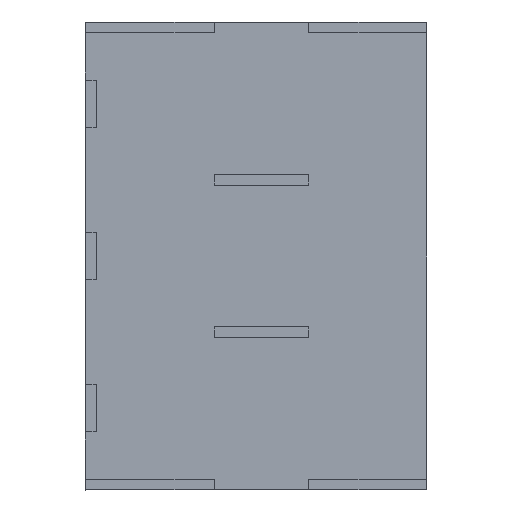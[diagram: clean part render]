
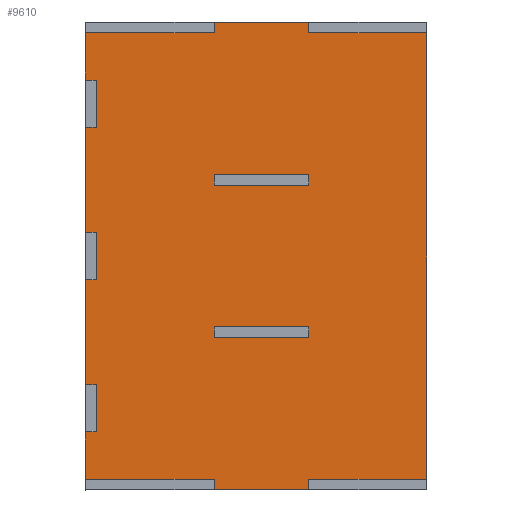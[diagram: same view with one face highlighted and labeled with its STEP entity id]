
A CAD part, left-side view. The second image highlights one B-rep face of the part: STEP entity #9610.
In plain terms, the highlighted planar face has unit normal (-1, 0, 0).
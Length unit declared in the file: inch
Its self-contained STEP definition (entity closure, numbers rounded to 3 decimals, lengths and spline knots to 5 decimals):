
#93=FACE_BOUND('',#1047,.T.);
#94=FACE_BOUND('',#1048,.T.);
#536=FACE_OUTER_BOUND('',#1046,.T.);
#1046=EDGE_LOOP('',(#8287,#8288,#8289,#8290,#8291,#8292,#8293,#8294,#8295,
#8296,#8297,#8298,#8299,#8300,#8301,#8302,#8303,#8304,#8305,#8306,#8307,
#8308,#8309,#8310));
#1047=EDGE_LOOP('',(#8311,#8312,#8313,#8314));
#1048=EDGE_LOOP('',(#8315,#8316,#8317,#8318));
#2167=LINE('',#14709,#3511);
#2171=LINE('',#14717,#3515);
#2174=LINE('',#14723,#3518);
#2177=LINE('',#14728,#3521);
#2179=LINE('',#14733,#3523);
#2183=LINE('',#14741,#3527);
#2186=LINE('',#14747,#3530);
#2189=LINE('',#14752,#3533);
#2191=LINE('',#14757,#3535);
#2195=LINE('',#14765,#3539);
#2198=LINE('',#14771,#3542);
#2201=LINE('',#14777,#3545);
#2204=LINE('',#14783,#3548);
#2207=LINE('',#14789,#3551);
#2210=LINE('',#14795,#3554);
#2213=LINE('',#14801,#3557);
#2216=LINE('',#14807,#3560);
#2219=LINE('',#14813,#3563);
#2222=LINE('',#14819,#3566);
#2225=LINE('',#14825,#3569);
#2228=LINE('',#14831,#3572);
#2231=LINE('',#14837,#3575);
#2234=LINE('',#14843,#3578);
#2237=LINE('',#14849,#3581);
#2240=LINE('',#14855,#3584);
#2243=LINE('',#14861,#3587);
#2246=LINE('',#14867,#3590);
#2249=LINE('',#14873,#3593);
#2252=LINE('',#14879,#3596);
#2255=LINE('',#14885,#3599);
#2258=LINE('',#14891,#3602);
#2261=LINE('',#14896,#3605);
#3511=VECTOR('',#12065,0.3937);
#3515=VECTOR('',#12071,0.3937);
#3518=VECTOR('',#12076,0.3937);
#3521=VECTOR('',#12081,0.3937);
#3523=VECTOR('',#12085,0.3937);
#3527=VECTOR('',#12091,0.3937);
#3530=VECTOR('',#12096,0.3937);
#3533=VECTOR('',#12101,0.3937);
#3535=VECTOR('',#12105,0.3937);
#3539=VECTOR('',#12111,0.3937);
#3542=VECTOR('',#12116,0.3937);
#3545=VECTOR('',#12121,0.3937);
#3548=VECTOR('',#12126,0.3937);
#3551=VECTOR('',#12131,0.3937);
#3554=VECTOR('',#12136,0.3937);
#3557=VECTOR('',#12141,0.3937);
#3560=VECTOR('',#12146,0.3937);
#3563=VECTOR('',#12151,0.3937);
#3566=VECTOR('',#12156,0.3937);
#3569=VECTOR('',#12161,0.3937);
#3572=VECTOR('',#12166,0.3937);
#3575=VECTOR('',#12171,0.3937);
#3578=VECTOR('',#12176,0.3937);
#3581=VECTOR('',#12181,0.3937);
#3584=VECTOR('',#12186,0.3937);
#3587=VECTOR('',#12191,0.3937);
#3590=VECTOR('',#12196,0.3937);
#3593=VECTOR('',#12201,0.3937);
#3596=VECTOR('',#12206,0.3937);
#3599=VECTOR('',#12211,0.3937);
#3602=VECTOR('',#12216,0.3937);
#3605=VECTOR('',#12221,0.3937);
#4511=VERTEX_POINT('',#14707);
#4512=VERTEX_POINT('',#14708);
#4515=VERTEX_POINT('',#14716);
#4517=VERTEX_POINT('',#14722);
#4519=VERTEX_POINT('',#14731);
#4520=VERTEX_POINT('',#14732);
#4523=VERTEX_POINT('',#14740);
#4525=VERTEX_POINT('',#14746);
#4527=VERTEX_POINT('',#14755);
#4528=VERTEX_POINT('',#14756);
#4531=VERTEX_POINT('',#14764);
#4533=VERTEX_POINT('',#14770);
#4535=VERTEX_POINT('',#14776);
#4537=VERTEX_POINT('',#14782);
#4539=VERTEX_POINT('',#14788);
#4541=VERTEX_POINT('',#14794);
#4543=VERTEX_POINT('',#14800);
#4545=VERTEX_POINT('',#14806);
#4547=VERTEX_POINT('',#14812);
#4549=VERTEX_POINT('',#14818);
#4551=VERTEX_POINT('',#14824);
#4553=VERTEX_POINT('',#14830);
#4555=VERTEX_POINT('',#14836);
#4557=VERTEX_POINT('',#14842);
#4559=VERTEX_POINT('',#14848);
#4561=VERTEX_POINT('',#14854);
#4563=VERTEX_POINT('',#14860);
#4565=VERTEX_POINT('',#14866);
#4567=VERTEX_POINT('',#14872);
#4569=VERTEX_POINT('',#14878);
#4571=VERTEX_POINT('',#14884);
#4573=VERTEX_POINT('',#14890);
#5751=EDGE_CURVE('',#4511,#4512,#2167,.T.);
#5755=EDGE_CURVE('',#4515,#4511,#2171,.T.);
#5758=EDGE_CURVE('',#4517,#4515,#2174,.T.);
#5761=EDGE_CURVE('',#4512,#4517,#2177,.T.);
#5763=EDGE_CURVE('',#4519,#4520,#2179,.T.);
#5767=EDGE_CURVE('',#4523,#4519,#2183,.T.);
#5770=EDGE_CURVE('',#4525,#4523,#2186,.T.);
#5773=EDGE_CURVE('',#4520,#4525,#2189,.T.);
#5775=EDGE_CURVE('',#4527,#4528,#2191,.T.);
#5779=EDGE_CURVE('',#4528,#4531,#2195,.T.);
#5782=EDGE_CURVE('',#4531,#4533,#2198,.T.);
#5785=EDGE_CURVE('',#4535,#4533,#2201,.T.);
#5788=EDGE_CURVE('',#4537,#4535,#2204,.T.);
#5791=EDGE_CURVE('',#4539,#4537,#2207,.T.);
#5794=EDGE_CURVE('',#4539,#4541,#2210,.T.);
#5797=EDGE_CURVE('',#4541,#4543,#2213,.T.);
#5800=EDGE_CURVE('',#4543,#4545,#2216,.T.);
#5803=EDGE_CURVE('',#4547,#4545,#2219,.T.);
#5806=EDGE_CURVE('',#4549,#4547,#2222,.T.);
#5809=EDGE_CURVE('',#4551,#4549,#2225,.T.);
#5812=EDGE_CURVE('',#4553,#4551,#2228,.T.);
#5815=EDGE_CURVE('',#4555,#4553,#2231,.T.);
#5818=EDGE_CURVE('',#4557,#4555,#2234,.T.);
#5821=EDGE_CURVE('',#4559,#4557,#2237,.T.);
#5824=EDGE_CURVE('',#4561,#4559,#2240,.T.);
#5827=EDGE_CURVE('',#4563,#4561,#2243,.T.);
#5830=EDGE_CURVE('',#4565,#4563,#2246,.T.);
#5833=EDGE_CURVE('',#4567,#4565,#2249,.T.);
#5836=EDGE_CURVE('',#4569,#4567,#2252,.T.);
#5839=EDGE_CURVE('',#4571,#4569,#2255,.T.);
#5842=EDGE_CURVE('',#4573,#4571,#2258,.T.);
#5845=EDGE_CURVE('',#4527,#4573,#2261,.T.);
#8287=ORIENTED_EDGE('',*,*,#5845,.F.);
#8288=ORIENTED_EDGE('',*,*,#5775,.T.);
#8289=ORIENTED_EDGE('',*,*,#5779,.T.);
#8290=ORIENTED_EDGE('',*,*,#5782,.T.);
#8291=ORIENTED_EDGE('',*,*,#5785,.F.);
#8292=ORIENTED_EDGE('',*,*,#5788,.F.);
#8293=ORIENTED_EDGE('',*,*,#5791,.F.);
#8294=ORIENTED_EDGE('',*,*,#5794,.T.);
#8295=ORIENTED_EDGE('',*,*,#5797,.T.);
#8296=ORIENTED_EDGE('',*,*,#5800,.T.);
#8297=ORIENTED_EDGE('',*,*,#5803,.F.);
#8298=ORIENTED_EDGE('',*,*,#5806,.F.);
#8299=ORIENTED_EDGE('',*,*,#5809,.F.);
#8300=ORIENTED_EDGE('',*,*,#5812,.F.);
#8301=ORIENTED_EDGE('',*,*,#5815,.F.);
#8302=ORIENTED_EDGE('',*,*,#5818,.F.);
#8303=ORIENTED_EDGE('',*,*,#5821,.F.);
#8304=ORIENTED_EDGE('',*,*,#5824,.F.);
#8305=ORIENTED_EDGE('',*,*,#5827,.F.);
#8306=ORIENTED_EDGE('',*,*,#5830,.F.);
#8307=ORIENTED_EDGE('',*,*,#5833,.F.);
#8308=ORIENTED_EDGE('',*,*,#5836,.F.);
#8309=ORIENTED_EDGE('',*,*,#5839,.F.);
#8310=ORIENTED_EDGE('',*,*,#5842,.F.);
#8311=ORIENTED_EDGE('',*,*,#5773,.F.);
#8312=ORIENTED_EDGE('',*,*,#5763,.F.);
#8313=ORIENTED_EDGE('',*,*,#5767,.F.);
#8314=ORIENTED_EDGE('',*,*,#5770,.F.);
#8315=ORIENTED_EDGE('',*,*,#5761,.F.);
#8316=ORIENTED_EDGE('',*,*,#5751,.F.);
#8317=ORIENTED_EDGE('',*,*,#5755,.F.);
#8318=ORIENTED_EDGE('',*,*,#5758,.F.);
#9142=PLANE('',#10208);
#9610=ADVANCED_FACE('',(#536,#93,#94),#9142,.F.);
#10208=AXIS2_PLACEMENT_3D('',#14899,#12225,#12226);
#12065=DIRECTION('',(0.,0.,-1.));
#12071=DIRECTION('',(0.,1.,0.));
#12076=DIRECTION('',(0.,0.,1.));
#12081=DIRECTION('',(0.,-1.,0.));
#12085=DIRECTION('',(0.,0.,-1.));
#12091=DIRECTION('',(0.,1.,0.));
#12096=DIRECTION('',(0.,0.,1.));
#12101=DIRECTION('',(0.,-1.,0.));
#12105=DIRECTION('',(0.,0.,-1.));
#12111=DIRECTION('',(0.,-1.,0.));
#12116=DIRECTION('',(0.,0.,1.));
#12121=DIRECTION('',(0.,1.,0.));
#12126=DIRECTION('',(0.,0.,-1.));
#12131=DIRECTION('',(0.,-1.,0.));
#12136=DIRECTION('',(0.,0.,1.));
#12141=DIRECTION('',(0.,1.,0.));
#12146=DIRECTION('',(0.,0.,-1.));
#12151=DIRECTION('',(0.,-1.,0.));
#12156=DIRECTION('',(0.,0.,1.));
#12161=DIRECTION('',(0.,1.,0.));
#12166=DIRECTION('',(0.,0.,1.));
#12171=DIRECTION('',(0.,-1.,0.));
#12176=DIRECTION('',(0.,0.,1.));
#12181=DIRECTION('',(0.,1.,0.));
#12186=DIRECTION('',(0.,0.,1.));
#12191=DIRECTION('',(0.,-1.,0.));
#12196=DIRECTION('',(0.,0.,1.));
#12201=DIRECTION('',(0.,1.,0.));
#12206=DIRECTION('',(0.,0.,1.));
#12211=DIRECTION('',(0.,-1.,0.));
#12216=DIRECTION('',(0.,0.,1.));
#12221=DIRECTION('',(0.,1.,0.));
#12225=DIRECTION('center_axis',(1.,0.,0.));
#12226=DIRECTION('ref_axis',(0.,1.,0.));
#14707=CARTESIAN_POINT('',(-32.,9.,6.46));
#14708=CARTESIAN_POINT('',(-32.,9.,6.));
#14709=CARTESIAN_POINT('',(-32.,9.,6.46));
#14716=CARTESIAN_POINT('',(-32.,5.,6.46));
#14717=CARTESIAN_POINT('',(-32.,5.,6.46));
#14722=CARTESIAN_POINT('',(-32.,5.,6.));
#14723=CARTESIAN_POINT('',(-32.,5.,6.));
#14728=CARTESIAN_POINT('',(-32.,9.,6.));
#14731=CARTESIAN_POINT('',(-32.,9.,12.92));
#14732=CARTESIAN_POINT('',(-32.,9.,12.46));
#14733=CARTESIAN_POINT('',(-32.,9.,12.92));
#14740=CARTESIAN_POINT('',(-32.,5.,12.92));
#14741=CARTESIAN_POINT('',(-32.,5.,12.92));
#14746=CARTESIAN_POINT('',(-32.,5.,12.46));
#14747=CARTESIAN_POINT('',(-32.,5.,12.46));
#14752=CARTESIAN_POINT('',(-32.,9.,12.46));
#14755=CARTESIAN_POINT('',(-32.,9.,0.));
#14756=CARTESIAN_POINT('',(-32.,9.,-0.46));
#14757=CARTESIAN_POINT('',(-32.,9.,0.));
#14764=CARTESIAN_POINT('',(-32.,5.,-0.46));
#14765=CARTESIAN_POINT('',(-32.,9.,-0.46));
#14770=CARTESIAN_POINT('',(-32.,5.,0.));
#14771=CARTESIAN_POINT('',(-32.,5.,-0.46));
#14776=CARTESIAN_POINT('',(-32.,0.,0.));
#14777=CARTESIAN_POINT('',(-32.,0.,0.));
#14782=CARTESIAN_POINT('',(-32.,0.,18.92));
#14783=CARTESIAN_POINT('',(-32.,0.,18.92));
#14788=CARTESIAN_POINT('',(-32.,5.,18.92));
#14789=CARTESIAN_POINT('',(-32.,5.,18.92));
#14794=CARTESIAN_POINT('',(-32.,5.,19.38));
#14795=CARTESIAN_POINT('',(-32.,5.,18.92));
#14800=CARTESIAN_POINT('',(-32.,9.,19.38));
#14801=CARTESIAN_POINT('',(-32.,5.,19.38));
#14806=CARTESIAN_POINT('',(-32.,9.,18.92));
#14807=CARTESIAN_POINT('',(-32.,9.,19.38));
#14812=CARTESIAN_POINT('',(-32.,14.46,18.92));
#14813=CARTESIAN_POINT('',(-32.,14.46,18.92));
#14818=CARTESIAN_POINT('',(-32.,14.46,16.92));
#14819=CARTESIAN_POINT('',(-32.,14.46,16.92));
#14824=CARTESIAN_POINT('',(-32.,14.,16.92));
#14825=CARTESIAN_POINT('',(-32.,14.,16.92));
#14830=CARTESIAN_POINT('',(-32.,14.,14.92));
#14831=CARTESIAN_POINT('',(-32.,14.,14.92));
#14836=CARTESIAN_POINT('',(-32.,14.46,14.92));
#14837=CARTESIAN_POINT('',(-32.,14.46,14.92));
#14842=CARTESIAN_POINT('',(-32.,14.46,10.46));
#14843=CARTESIAN_POINT('',(-32.,14.46,10.46));
#14848=CARTESIAN_POINT('',(-32.,14.,10.46));
#14849=CARTESIAN_POINT('',(-32.,14.,10.46));
#14854=CARTESIAN_POINT('',(-32.,14.,8.46));
#14855=CARTESIAN_POINT('',(-32.,14.,8.46));
#14860=CARTESIAN_POINT('',(-32.,14.46,8.46));
#14861=CARTESIAN_POINT('',(-32.,14.46,8.46));
#14866=CARTESIAN_POINT('',(-32.,14.46,4.));
#14867=CARTESIAN_POINT('',(-32.,14.46,4.));
#14872=CARTESIAN_POINT('',(-32.,14.,4.));
#14873=CARTESIAN_POINT('',(-32.,14.,4.));
#14878=CARTESIAN_POINT('',(-32.,14.,2.));
#14879=CARTESIAN_POINT('',(-32.,14.,2.));
#14884=CARTESIAN_POINT('',(-32.,14.46,2.));
#14885=CARTESIAN_POINT('',(-32.,14.46,2.));
#14890=CARTESIAN_POINT('',(-32.,14.46,0.));
#14891=CARTESIAN_POINT('',(-32.,14.46,0.));
#14896=CARTESIAN_POINT('',(-32.,9.,0.));
#14899=CARTESIAN_POINT('Origin',(-32.,7.23,9.46));
